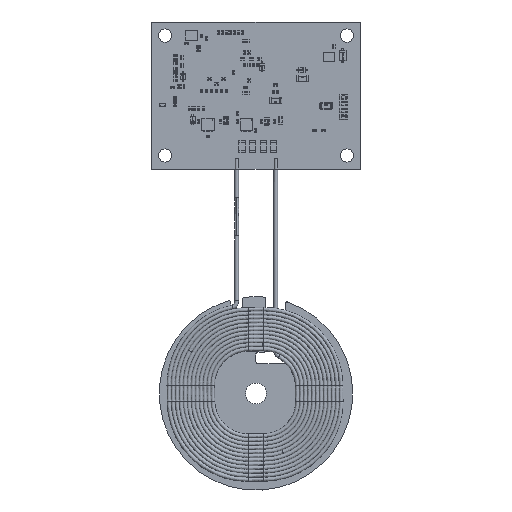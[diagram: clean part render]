
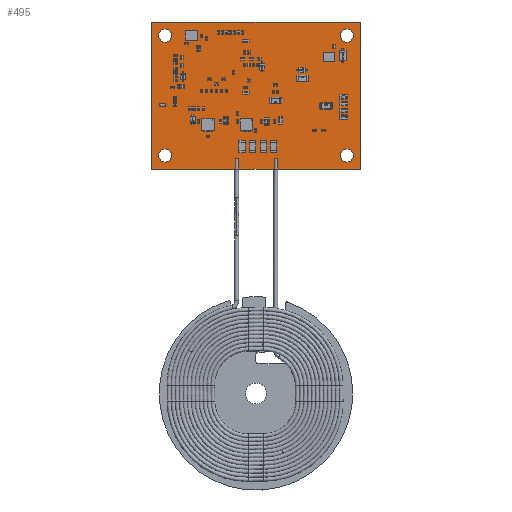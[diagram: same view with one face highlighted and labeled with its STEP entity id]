
A CAD part, top view. The second image highlights one B-rep face of the part: STEP entity #495.
In plain terms, the highlighted planar face has unit normal (0, 0, 1).
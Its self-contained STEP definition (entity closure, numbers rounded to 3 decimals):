
#140=DIRECTION('',(1.,0.,0.));
#141=VECTOR('',#140,54.);
#142=CARTESIAN_POINT('',(7.2,18.8,0.798));
#143=LINE('',#142,#141);
#147=DIRECTION('',(0.,-1.,0.));
#148=VECTOR('',#147,38.);
#149=CARTESIAN_POINT('',(7.2,56.8,0.798));
#150=LINE('',#149,#148);
#154=DIRECTION('',(-1.,0.,0.));
#155=VECTOR('',#154,54.);
#156=CARTESIAN_POINT('',(61.2,56.8,0.798));
#157=LINE('',#156,#155);
#161=DIRECTION('',(0.,1.,0.));
#162=VECTOR('',#161,38.);
#163=CARTESIAN_POINT('',(61.2,18.8,0.798));
#164=LINE('',#163,#162);
#168=CARTESIAN_POINT('',(10.7,22.3,0.798));
#169=DIRECTION('',(0.,0.,1.));
#170=DIRECTION('',(1.,0.,0.));
#171=AXIS2_PLACEMENT_3D('',#168,#169,#170);
#176=CARTESIAN_POINT('',(10.7,22.3,0.798));
#177=DIRECTION('',(0.,0.,1.));
#178=DIRECTION('',(-1.,0.,0.));
#179=AXIS2_PLACEMENT_3D('',#176,#177,#178);
#184=CARTESIAN_POINT('',(10.7,53.3,0.798));
#185=DIRECTION('',(0.,0.,1.));
#186=DIRECTION('',(1.,0.,0.));
#187=AXIS2_PLACEMENT_3D('',#184,#185,#186);
#192=CARTESIAN_POINT('',(10.7,53.3,0.798));
#193=DIRECTION('',(0.,0.,1.));
#194=DIRECTION('',(-1.,0.,0.));
#195=AXIS2_PLACEMENT_3D('',#192,#193,#194);
#200=CARTESIAN_POINT('',(57.7,22.3,0.798));
#201=DIRECTION('',(0.,0.,1.));
#202=DIRECTION('',(1.,0.,0.));
#203=AXIS2_PLACEMENT_3D('',#200,#201,#202);
#208=CARTESIAN_POINT('',(57.7,22.3,0.798));
#209=DIRECTION('',(0.,0.,1.));
#210=DIRECTION('',(-1.,0.,0.));
#211=AXIS2_PLACEMENT_3D('',#208,#209,#210);
#216=CARTESIAN_POINT('',(57.7,53.3,0.798));
#217=DIRECTION('',(0.,0.,1.));
#218=DIRECTION('',(1.,0.,0.));
#219=AXIS2_PLACEMENT_3D('',#216,#217,#218);
#224=CARTESIAN_POINT('',(57.7,53.3,0.798));
#225=DIRECTION('',(0.,0.,1.));
#226=DIRECTION('',(-1.,0.,0.));
#227=AXIS2_PLACEMENT_3D('',#224,#225,#226);
#352=CARTESIAN_POINT('',(7.2,18.8,0.798));
#353=CARTESIAN_POINT('',(61.2,18.8,0.798));
#354=VERTEX_POINT('',#352);
#355=VERTEX_POINT('',#353);
#356=CARTESIAN_POINT('',(61.2,56.8,0.798));
#357=VERTEX_POINT('',#356);
#358=CARTESIAN_POINT('',(7.2,56.8,0.798));
#359=VERTEX_POINT('',#358);
#360=CARTESIAN_POINT('',(12.4,22.3,0.798));
#361=CARTESIAN_POINT('',(9.,22.3,0.798));
#362=VERTEX_POINT('',#360);
#363=VERTEX_POINT('',#361);
#364=CARTESIAN_POINT('',(12.4,53.3,0.798));
#365=CARTESIAN_POINT('',(9.,53.3,0.798));
#366=VERTEX_POINT('',#364);
#367=VERTEX_POINT('',#365);
#368=CARTESIAN_POINT('',(59.4,22.3,0.798));
#369=CARTESIAN_POINT('',(56.,22.3,0.798));
#370=VERTEX_POINT('',#368);
#371=VERTEX_POINT('',#369);
#372=CARTESIAN_POINT('',(59.4,53.3,0.798));
#373=CARTESIAN_POINT('',(56.,53.3,0.798));
#374=VERTEX_POINT('',#372);
#375=VERTEX_POINT('',#373);
#460=CARTESIAN_POINT('',(7.2,18.8,0.798));
#461=DIRECTION('',(0.,0.,-1.));
#462=DIRECTION('',(-1.,0.,0.));
#463=AXIS2_PLACEMENT_3D('',#460,#461,#462);
#464=PLANE('',#463);
#465=ORIENTED_EDGE('',*,*,#407,.F.);
#466=ORIENTED_EDGE('',*,*,#423,.F.);
#467=ORIENTED_EDGE('',*,*,#438,.F.);
#468=ORIENTED_EDGE('',*,*,#452,.F.);
#469=EDGE_LOOP('',(#465,#466,#467,#468));
#470=FACE_OUTER_BOUND('',#469,.F.);
#472=ORIENTED_EDGE('',*,*,#471,.T.);
#474=ORIENTED_EDGE('',*,*,#473,.T.);
#475=EDGE_LOOP('',(#472,#474));
#476=FACE_BOUND('',#475,.F.);
#478=ORIENTED_EDGE('',*,*,#477,.T.);
#480=ORIENTED_EDGE('',*,*,#479,.T.);
#481=EDGE_LOOP('',(#478,#480));
#482=FACE_BOUND('',#481,.F.);
#484=ORIENTED_EDGE('',*,*,#483,.T.);
#486=ORIENTED_EDGE('',*,*,#485,.T.);
#487=EDGE_LOOP('',(#484,#486));
#488=FACE_BOUND('',#487,.F.);
#490=ORIENTED_EDGE('',*,*,#489,.T.);
#492=ORIENTED_EDGE('',*,*,#491,.T.);
#493=EDGE_LOOP('',(#490,#492));
#494=FACE_BOUND('',#493,.F.);
#495=ADVANCED_FACE('',(#470,#476,#482,#488,#494),#464,.F.);
#172=CIRCLE('',#171,1.7);
#180=CIRCLE('',#179,1.7);
#188=CIRCLE('',#187,1.7);
#196=CIRCLE('',#195,1.7);
#204=CIRCLE('',#203,1.7);
#212=CIRCLE('',#211,1.7);
#220=CIRCLE('',#219,1.7);
#228=CIRCLE('',#227,1.7);
#407=EDGE_CURVE('',#354,#355,#143,.T.);
#423=EDGE_CURVE('',#359,#354,#150,.T.);
#438=EDGE_CURVE('',#357,#359,#157,.T.);
#452=EDGE_CURVE('',#355,#357,#164,.T.);
#471=EDGE_CURVE('',#362,#363,#172,.T.);
#473=EDGE_CURVE('',#363,#362,#180,.T.);
#477=EDGE_CURVE('',#366,#367,#188,.T.);
#479=EDGE_CURVE('',#367,#366,#196,.T.);
#483=EDGE_CURVE('',#370,#371,#204,.T.);
#485=EDGE_CURVE('',#371,#370,#212,.T.);
#489=EDGE_CURVE('',#374,#375,#220,.T.);
#491=EDGE_CURVE('',#375,#374,#228,.T.);
